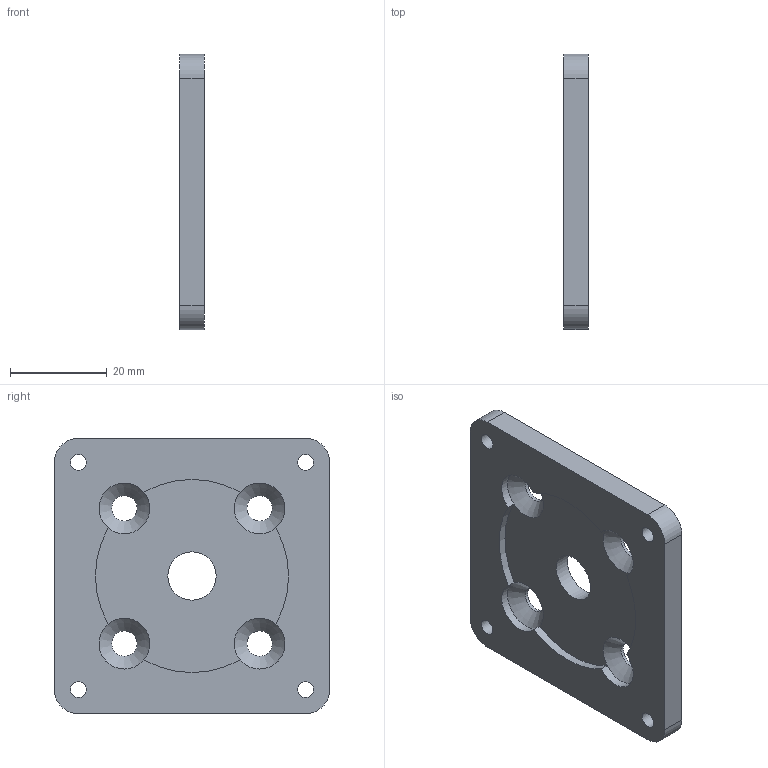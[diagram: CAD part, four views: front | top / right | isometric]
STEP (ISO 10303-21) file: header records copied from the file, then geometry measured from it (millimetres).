
FILE_DESCRIPTION(('FreeCAD Model'),'2;1');
FILE_NAME('Motorplatte NEMA23.step','2020-10-25T14:09:50',('Author'),(''), 'Open CASCADE STEP processor 7.3','FreeCAD','Unknown');
FILE_SCHEMA(('AUTOMOTIVE_DESIGN { 1 0 10303 214 1 1 1 1 }'));
Length unit declared in the file: millimetre
Products named in the file (1): Body011
Bounding box: 5 x 57 x 57 mm (x, y, z)
Volume: 12684.6 mm3; surface area: 7875.3 mm2
Topology: 1 solids, 1 shells, 32 faces, 91 edges, 58 vertices
Faces by surface type: cylinder 21, plane 7, cone 4
Full cylindrical faces by diameter (mm): 3.3 x4, 5.3 x4, 10 x1
Entity records: 2317 total; most frequent: DIRECTION 389, CARTESIAN_POINT 388, ORIENTED_EDGE 182, PCURVE 182, DEFINITIONAL_REPRESENTATION 182, LINE 175, VECTOR 175, CIRCLE 94
